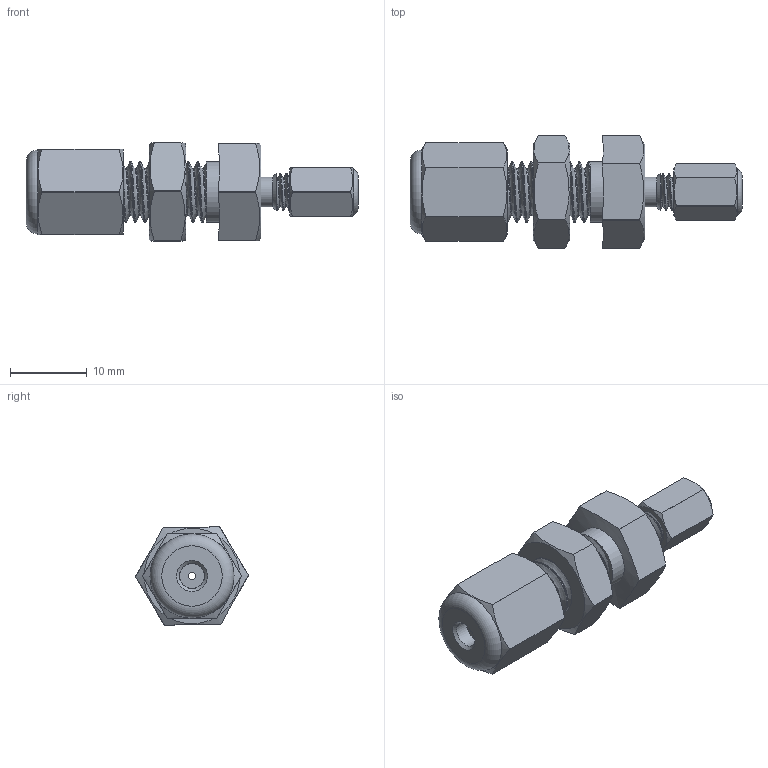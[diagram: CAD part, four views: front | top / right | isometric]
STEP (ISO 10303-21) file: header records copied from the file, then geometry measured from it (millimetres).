
FILE_DESCRIPTION((''),'2;1');
FILE_NAME('305144-EBRU12L Bulkhead external reducing union.stp','2013-08-23T11:02:19',('Franzp'),(''),'Autodesk Inventor 2013','Autodesk Inventor 2013','');
FILE_SCHEMA(('AUTOMOTIVE_DESIGN { 1 0 10303 214 1 1 1 1 }'));
Length unit declared in the file: millimetre
Products named in the file (3): 3151a44; 315144; 310535
Assembly tree (2 placements, depth 2):
  3151a44
    315144
    310535
Bounding box: 43.3 x 14.66 x 12.83 mm (x, y, z)
Volume: 479.7 mm3; surface area: 3389.4 mm2
Topology: 1 solids, 13 shells, 78 faces, 259 edges, 173 vertices
Faces by surface type: plane 37, cone 15, cylinder 15, bspline 9, torus 2
Full cylindrical faces by diameter (mm): 1.73 x1, 3.3 x1, 3.649 x2, 3.9 x1, 6.084 x2, 6.553 x1, 7.938 x1
Entity records: 8763 total; most frequent: CARTESIAN_POINT 6700, DIRECTION 386, ORIENTED_EDGE 328, EDGE_CURVE 221, AXIS2_PLACEMENT_3D 169, VERTEX_POINT 161, EDGE_LOOP 117, CIRCLE 95
